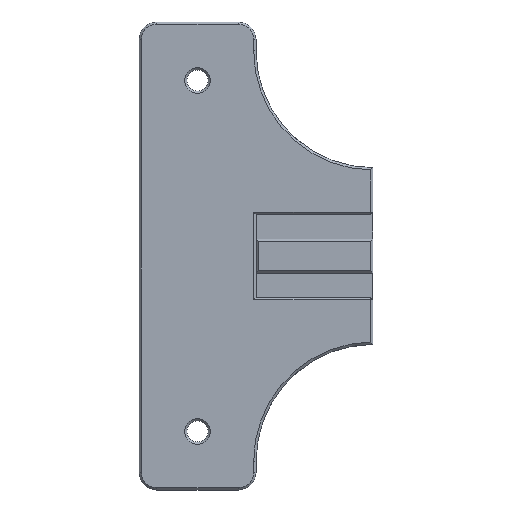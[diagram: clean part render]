
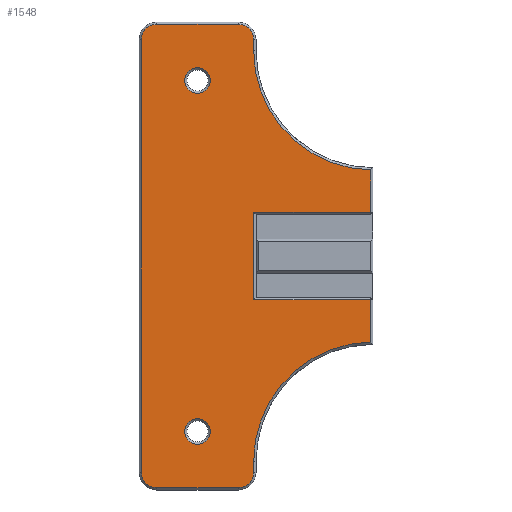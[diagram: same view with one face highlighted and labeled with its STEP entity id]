
A CAD part, top view. The second image highlights one B-rep face of the part: STEP entity #1548.
In plain terms, the highlighted planar face has unit normal (0, 0, 1).
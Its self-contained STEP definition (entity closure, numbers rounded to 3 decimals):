
#53=FACE_BOUND('',#245,.T.);
#54=FACE_BOUND('',#246,.T.);
#74=PLANE('',#1682);
#149=FACE_OUTER_BOUND('',#244,.T.);
#244=EDGE_LOOP('',(#1253,#1254,#1255,#1256,#1257,#1258,#1259,#1260,#1261,
#1262,#1263,#1264,#1265,#1266,#1267,#1268));
#245=EDGE_LOOP('',(#1269));
#246=EDGE_LOOP('',(#1270));
#395=LINE('',#2644,#558);
#396=LINE('',#2646,#559);
#397=LINE('',#2648,#560);
#398=LINE('',#2652,#561);
#399=LINE('',#2656,#562);
#400=LINE('',#2660,#563);
#401=LINE('',#2664,#564);
#402=LINE('',#2668,#565);
#403=LINE('',#2672,#566);
#404=LINE('',#2673,#567);
#558=VECTOR('',#1984,10.);
#559=VECTOR('',#1985,10.);
#560=VECTOR('',#1986,10.);
#561=VECTOR('',#1989,10.);
#562=VECTOR('',#1992,10.);
#563=VECTOR('',#1995,10.);
#564=VECTOR('',#1998,10.);
#565=VECTOR('',#2001,10.);
#566=VECTOR('',#2004,10.);
#567=VECTOR('',#2005,10.);
#656=CIRCLE('',#1681,2.2);
#657=CIRCLE('',#1683,20.4);
#658=CIRCLE('',#1684,2.6);
#659=CIRCLE('',#1685,2.6);
#660=CIRCLE('',#1686,2.6);
#661=CIRCLE('',#1687,2.6);
#662=CIRCLE('',#1688,20.4);
#663=CIRCLE('',#1689,2.2);
#774=VERTEX_POINT('',#2638);
#775=VERTEX_POINT('',#2642);
#776=VERTEX_POINT('',#2643);
#777=VERTEX_POINT('',#2645);
#778=VERTEX_POINT('',#2647);
#779=VERTEX_POINT('',#2649);
#780=VERTEX_POINT('',#2651);
#781=VERTEX_POINT('',#2653);
#782=VERTEX_POINT('',#2655);
#783=VERTEX_POINT('',#2657);
#784=VERTEX_POINT('',#2659);
#785=VERTEX_POINT('',#2661);
#786=VERTEX_POINT('',#2663);
#787=VERTEX_POINT('',#2665);
#788=VERTEX_POINT('',#2667);
#789=VERTEX_POINT('',#2669);
#790=VERTEX_POINT('',#2671);
#791=VERTEX_POINT('',#2674);
#950=EDGE_CURVE('',#774,#774,#656,.T.);
#952=EDGE_CURVE('',#775,#776,#395,.T.);
#953=EDGE_CURVE('',#777,#775,#396,.T.);
#954=EDGE_CURVE('',#778,#777,#397,.T.);
#955=EDGE_CURVE('',#779,#778,#657,.T.);
#956=EDGE_CURVE('',#780,#779,#398,.T.);
#957=EDGE_CURVE('',#781,#780,#658,.T.);
#958=EDGE_CURVE('',#782,#781,#399,.T.);
#959=EDGE_CURVE('',#783,#782,#659,.T.);
#960=EDGE_CURVE('',#784,#783,#400,.T.);
#961=EDGE_CURVE('',#785,#784,#660,.T.);
#962=EDGE_CURVE('',#786,#785,#401,.T.);
#963=EDGE_CURVE('',#787,#786,#661,.T.);
#964=EDGE_CURVE('',#788,#787,#402,.T.);
#965=EDGE_CURVE('',#789,#788,#662,.T.);
#966=EDGE_CURVE('',#790,#789,#403,.T.);
#967=EDGE_CURVE('',#776,#790,#404,.T.);
#968=EDGE_CURVE('',#791,#791,#663,.T.);
#1253=ORIENTED_EDGE('',*,*,#952,.F.);
#1254=ORIENTED_EDGE('',*,*,#953,.F.);
#1255=ORIENTED_EDGE('',*,*,#954,.F.);
#1256=ORIENTED_EDGE('',*,*,#955,.F.);
#1257=ORIENTED_EDGE('',*,*,#956,.F.);
#1258=ORIENTED_EDGE('',*,*,#957,.F.);
#1259=ORIENTED_EDGE('',*,*,#958,.F.);
#1260=ORIENTED_EDGE('',*,*,#959,.F.);
#1261=ORIENTED_EDGE('',*,*,#960,.F.);
#1262=ORIENTED_EDGE('',*,*,#961,.F.);
#1263=ORIENTED_EDGE('',*,*,#962,.F.);
#1264=ORIENTED_EDGE('',*,*,#963,.F.);
#1265=ORIENTED_EDGE('',*,*,#964,.F.);
#1266=ORIENTED_EDGE('',*,*,#965,.F.);
#1267=ORIENTED_EDGE('',*,*,#966,.F.);
#1268=ORIENTED_EDGE('',*,*,#967,.F.);
#1269=ORIENTED_EDGE('',*,*,#968,.F.);
#1270=ORIENTED_EDGE('',*,*,#950,.F.);
#1548=ADVANCED_FACE('',(#149,#53,#54),#74,.T.);
#1681=AXIS2_PLACEMENT_3D('',#2639,#1979,#1980);
#1682=AXIS2_PLACEMENT_3D('',#2641,#1982,#1983);
#1683=AXIS2_PLACEMENT_3D('',#2650,#1987,#1988);
#1684=AXIS2_PLACEMENT_3D('',#2654,#1990,#1991);
#1685=AXIS2_PLACEMENT_3D('',#2658,#1993,#1994);
#1686=AXIS2_PLACEMENT_3D('',#2662,#1996,#1997);
#1687=AXIS2_PLACEMENT_3D('',#2666,#1999,#2000);
#1688=AXIS2_PLACEMENT_3D('',#2670,#2002,#2003);
#1689=AXIS2_PLACEMENT_3D('',#2675,#2006,#2007);
#1979=DIRECTION('center_axis',(0.,0.,
1.));
#1980=DIRECTION('ref_axis',(-1.,0.,0.));
#1982=DIRECTION('center_axis',(0.,0.,
1.));
#1983=DIRECTION('ref_axis',(0.,-1.,0.));
#1984=DIRECTION('',(0.,-1.,0.));
#1985=DIRECTION('',(-1.,0.,0.));
#1986=DIRECTION('',(0.,-1.,0.));
#1987=DIRECTION('center_axis',(0.,0.,
1.));
#1988=DIRECTION('ref_axis',(-0.707,-0.707,0.));
#1989=DIRECTION('',(0.,-1.,0.));
#1990=DIRECTION('center_axis',(0.,0.,
-1.));
#1991=DIRECTION('ref_axis',(0.707,0.707,0.));
#1992=DIRECTION('',(1.,0.,0.));
#1993=DIRECTION('center_axis',(0.,0.,
-1.));
#1994=DIRECTION('ref_axis',(-0.707,0.707,0.));
#1995=DIRECTION('',(0.,1.,0.));
#1996=DIRECTION('center_axis',(0.,0.,
-1.));
#1997=DIRECTION('ref_axis',(-0.707,-0.707,0.));
#1998=DIRECTION('',(-1.,0.,0.));
#1999=DIRECTION('center_axis',(0.,0.,
-1.));
#2000=DIRECTION('ref_axis',(0.707,-0.707,0.));
#2001=DIRECTION('',(0.,-1.,0.));
#2002=DIRECTION('center_axis',(0.,0.,
1.));
#2003=DIRECTION('ref_axis',(-0.707,0.707,0.));
#2004=DIRECTION('',(0.,-1.,0.));
#2005=DIRECTION('',(1.,0.,0.));
#2006=DIRECTION('center_axis',(0.,0.,
1.));
#2007=DIRECTION('ref_axis',(-1.,0.,0.));
#2638=CARTESIAN_POINT('',(-242.8,-30.,-232.1));
#2639=CARTESIAN_POINT('Origin',(-245.,-30.,-232.1));
#2641=CARTESIAN_POINT('Origin',(-235.,-7.1,-232.1));
#2642=CARTESIAN_POINT('',(-235.4,7.5,-232.1));
#2643=CARTESIAN_POINT('',(-235.4,-7.5,-232.1));
#2644=CARTESIAN_POINT('',(-235.4,-3.55,-232.1));
#2645=CARTESIAN_POINT('',(-215.4,7.5,-232.1));
#2646=CARTESIAN_POINT('',(-235.,7.5,-232.1));
#2647=CARTESIAN_POINT('',(-215.4,14.704,-232.1));
#2648=CARTESIAN_POINT('',(-215.4,-3.55,-232.1));
#2649=CARTESIAN_POINT('',(-235.4,35.1,-232.1));
#2650=CARTESIAN_POINT('Origin',(-215.,35.1,-232.1));
#2651=CARTESIAN_POINT('',(-235.4,37.,-232.1));
#2652=CARTESIAN_POINT('',(-235.4,-3.55,-232.1));
#2653=CARTESIAN_POINT('',(-238.,39.6,-232.1));
#2654=CARTESIAN_POINT('Origin',(-238.,37.,-232.1));
#2655=CARTESIAN_POINT('',(-252.,39.6,-232.1));
#2656=CARTESIAN_POINT('',(-235.,39.6,-232.1));
#2657=CARTESIAN_POINT('',(-254.6,37.,-232.1));
#2658=CARTESIAN_POINT('Origin',(-252.,37.,-232.1));
#2659=CARTESIAN_POINT('',(-254.6,-37.,-232.1));
#2660=CARTESIAN_POINT('',(-254.6,-3.55,-232.1));
#2661=CARTESIAN_POINT('',(-252.,-39.6,-232.1));
#2662=CARTESIAN_POINT('Origin',(-252.,-37.,-232.1));
#2663=CARTESIAN_POINT('',(-238.,-39.6,-232.1));
#2664=CARTESIAN_POINT('',(-235.,-39.6,-232.1));
#2665=CARTESIAN_POINT('',(-235.4,-37.,-232.1));
#2666=CARTESIAN_POINT('Origin',(-238.,-37.,-232.1));
#2667=CARTESIAN_POINT('',(-235.4,-35.1,-232.1));
#2668=CARTESIAN_POINT('',(-235.4,-3.55,-232.1));
#2669=CARTESIAN_POINT('',(-215.4,-14.704,-232.1));
#2670=CARTESIAN_POINT('Origin',(-215.,-35.1,-232.1));
#2671=CARTESIAN_POINT('',(-215.4,-7.5,-232.1));
#2672=CARTESIAN_POINT('',(-215.4,-3.55,-232.1));
#2673=CARTESIAN_POINT('',(-235.,-7.5,-232.1));
#2674=CARTESIAN_POINT('',(-242.8,30.,-232.1));
#2675=CARTESIAN_POINT('Origin',(-245.,30.,-232.1));
